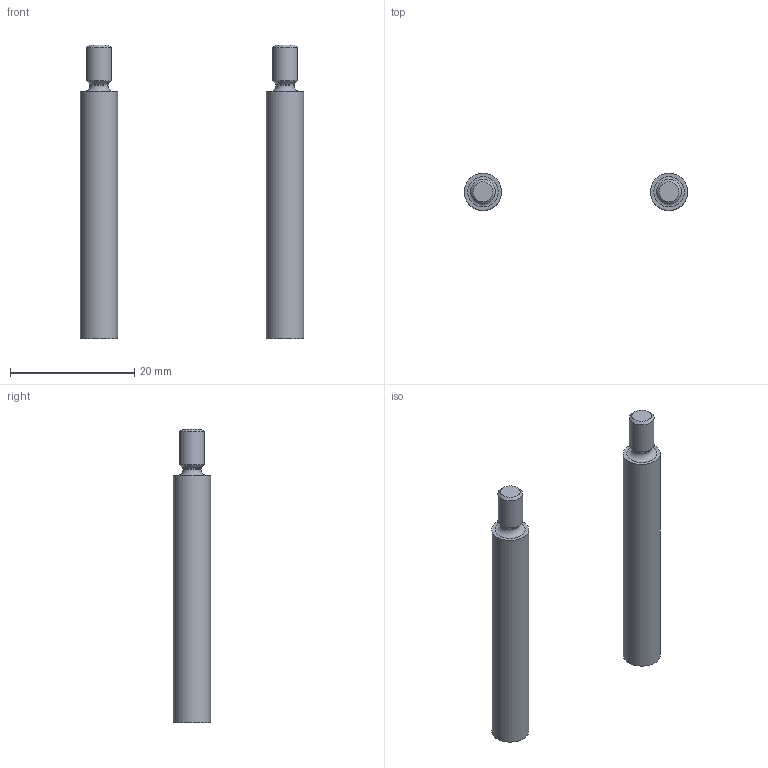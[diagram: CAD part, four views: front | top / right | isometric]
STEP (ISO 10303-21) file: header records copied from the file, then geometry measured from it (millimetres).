
FILE_DESCRIPTION(/* description */ ('STEP AP214'),/* implementation_level */ '2;1');
FILE_NAME(/* name */ '546481_FRB-D-MINI-U',/* time_stamp */ '2024-08-28T15:19:27+02:00',/* author */ ('License CC BY-ND 4.0'),/* organization */ ('CADENAS'),/* preprocessor_version */ 'ST-DEVELOPER v19.3',/* originating_system */ 'PARTsolutions',/* authorisation */ ' ');
FILE_SCHEMA (('AUTOMOTIVE_DESIGN {1 0 10303 214 3 1 1}'));
Length unit declared in the file: millimetre
Products named in the file (2): 546481 FRB-D-MINI-U; 355622 FRB-D-MINI
Assembly tree (2 placements, depth 2):
  546481 FRB-D-MINI-U
    355622 FRB-D-MINI  x2
Bounding box: 36 x 6 x 47.3 mm (x, y, z)
Volume: 2179.5 mm3; surface area: 2059.6 mm2
Topology: 2 solids, 2 shells, 28 faces, 52 edges, 30 vertices
Faces by surface type: cylinder 10, cone 8, plane 6, torus 4
Full cylindrical faces by diameter (mm): 2.9 x2, 3.242 x2, 4 x2, 5.2 x2, 6 x2
Entity records: 335 total; most frequent: DIRECTION 60, CARTESIAN_POINT 44, AXIS2_PLACEMENT_3D 30, FACE_BOUND 27, ORIENTED_EDGE 26, EDGE_LOOP 26, VERTEX_POINT 14, ADVANCED_FACE 14
